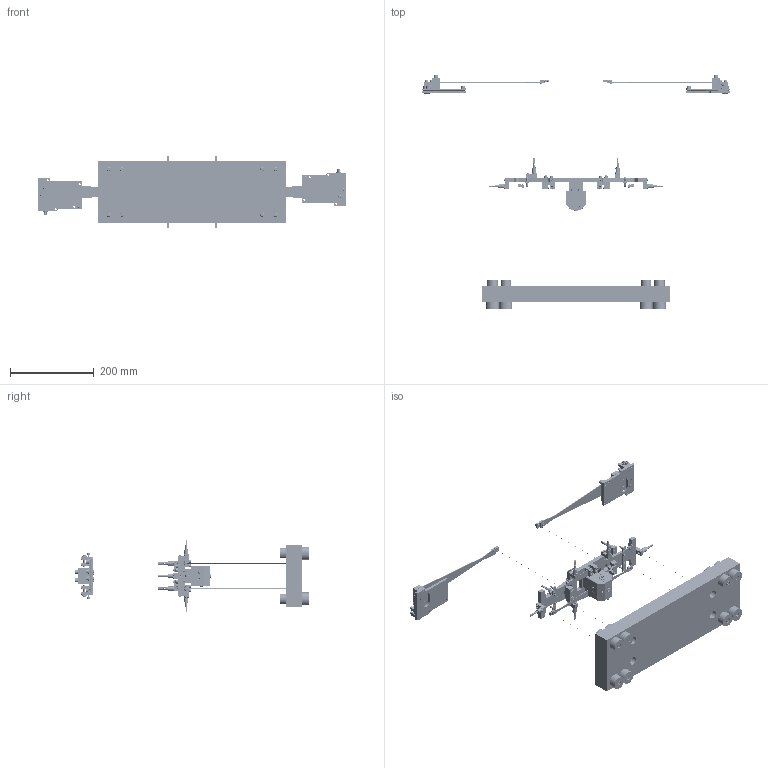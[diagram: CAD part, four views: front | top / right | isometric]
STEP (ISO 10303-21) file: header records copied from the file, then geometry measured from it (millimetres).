
FILE_DESCRIPTION (( 'STEP AP203' ), '1' );
FILE_NAME ('D1201212-v1.STEP', '2012-09-25T16:34:06', ( 'Dwayne Giardina' ), ( 'Microsoft' ), 'SwSTEP 2.0', 'SolidWorks 2012', '' );
FILE_SCHEMA (( 'CONFIG_CONTROL_DESIGN' ));
Length unit declared in the file: inch
Products named in the file (71): D030449_RotationalAdjuster_PushPlate; Ag-SST_Socketheadcapscrew_SHCS #8-32  X 0.75; D030450_RotationalAdjuster_PullPlate; Ag-SST_Socketheadcapscrew_SHCS 0.25-20  X 1.25; NAS 620 FLAT WASHERS_________ FLAT WASHERS NAS 620-C416L (1-4)  (OR EQUIV.); D020116_upperbladeclamp_upperside; D080018_AdLIGO_OMC_UpperBlade; D030459_RA upperbladeclamp_lowerside 0.0 degree; D020680_upperbladeclamp_lowerside_shim2 mm; SST_Socketheadcapscrew_SHCS 0.25-20  X 0.5; SST_Socketheadcapscrew_SHCS 0.25-20  X 0.375; D1100785 ALIGO, SUS NITRONIC FLAT WASHER_D1100785-472; D030447_RotationalAdjuster_RotatingPlate; D030448_RotationalAdjuster_BasePlate; D1201212-v1; D070035_ADVANCED LIGO SUS OMC METAL OMC BENCH ASSEMBLY; D020350_100g_mass; SST_Socketheadcapscrew_SHCS 0.25-20  X 0.75; D020351_50g_mass; D070027_AdLIGO_SUS_OMC_SUS-METAL-DUMMY-OPTICAL-BENCH_counterboars no mass; D070068_INTERFACE BETWEEN GLASS AND WIRE CLAMP; D060537_Lower_Wire_Assembly_OMC_Outside mounting; Ag-SST_Socketheadcapscrew_SHCS #2-56  X 0.1875; D070213_ALIGO SUS OMC WIRE CLAMP FOR OPTICAL BENCH_with counterbore; D070070_ALIGO SUS OMC WIRE CLAMP FOR OPTICAL BENCH; D060538_Lower_Wire_OMC; NAS 620 FLAT WASHERS_________ FLAT WASHERS NAS 620-C2  (OR EQUIV.); D020133_lowerbladewireclampplate; D020132_lowerbladewireclamp; Ag-SST_Socketheadcapscrew_SHCS #2-56  X 0.25; D060502_Upper_Mass_Assembly_OMC_In Suspension; D1001695_Advanced_LIGO_SUS_Magnet_and_Flag_Assembly,_BOSEM; D1100573; D1100574; 92210A103_92210A103; Magnet,_MMG_MagDev_DCNI_01888N; D1001534-v1_aLIGO_SUS_Magnetic Plug, SUS; D1001697_Advanced_LIGO_SUS_HLTS_Magnet_Retainer,_BOSEM; Ag-SST_Vented_Socketheadcapscrew_SHCS-V-Ag #4-40  X 0.5; D070020_Magnet_Holder_OMC ...
Assembly tree (255 placements, depth 4):
  D1201212-v1
    D030451_Assembly_Rotational Adjuster_OMC - Assembled Suspension  x2
      D030448_RotationalAdjuster_BasePlate
      D030447_RotationalAdjuster_RotatingPlate
      D1100785 ALIGO, SUS NITRONIC FLAT WASHER_D1100785-472
      SST_Socketheadcapscrew_SHCS 0.25-20  X 0.375
      SST_Socketheadcapscrew_SHCS 0.25-20  X 0.5
      D020680_upperbladeclamp_lowerside_shim2 mm
      D030459_RA upperbladeclamp_lowerside 0.0 degree
      D080018_AdLIGO_OMC_UpperBlade
      D020116_upperbladeclamp_upperside
      NAS 620 FLAT WASHERS_________ FLAT WASHERS NAS 620-C416L (1-4)  (OR EQUIV.)
      Ag-SST_Socketheadcapscrew_SHCS 0.25-20  X 1.25
      D030450_RotationalAdjuster_PullPlate
      Ag-SST_Socketheadcapscrew_SHCS #8-32  X 0.75
      D030449_RotationalAdjuster_PushPlate
      SST_Socketheadcapscrew_SHCS #8-32  X 1
      Ag-SST_Socketheadcapscrew_SHCS #8-32  X 1
    Ag-SST_Socketheadcapscrew_SHCS #4-40  X 0.25  x4
    D060536_Upper_Wire_Assembly_OMC_Outside mounting  x2
      D070022_OMC_TOPBLADEWIRECLAMP
      D030042_upperbladewireclampplate_thick
      NAS 620 FLAT WASHERS_________ FLAT WASHERS NAS 620-C4L  (OR EQUIV.)
      Ag-SST_Socketheadcapscrew_SHCS #4-40  X 0.3125
      D060539_Upper_Wire_OMC
      D070030_Upper_Mass_Clamp_Block_OMC
      D020309_uppermasswireclampplate_withgroove
      D020139_uppermasswireclampplate
      Ag-SST_Socketheadcapscrew_SHCS #4-40  X 0.5
    Ag-SST_Socketheadcapscrew_SHCS #8-32  X 0.75  x4
    D1100785 ALIGO, SUS NITRONIC FLAT WASHER_D1100785-359  x4
    D060502_Upper_Mass_Assembly_OMC_In Suspension
      D060491_Upper_Mass_Main_Section_OMC
      D070045_Lower_Blade_Cover  x2
      NAS 620 FLAT WASHERS_________ FLAT WASHERS NAS 620-C4L  (OR EQUIV.)  x22
      Ag-SST_Socketheadcapscrew_SHCS #4-40  X 0.5  x20
      SST_HexNut_HN No. 4  x4
      Ag-SST_Socketheadcapscrew_SHCS #4-40  X 0.75  x4
      D020119_lowerbladeclamp_upperside  x4
      D080019_AdLIGO_OMC_LowerBlade  x4
      D020308_lowerbladeclamp_lowerside  x4
      NAS 620 FLAT WASHERS_________ FLAT WASHERS NAS 620-C8L  (OR EQUIV.)  x16
      Ag-SST_Socketheadcapscrew_SHCS #8-32  X 1  x8
      D020482_UPPERMASS_SCREW_DRIVE_SYSTEM  x4
      SST_Socketheadcapscrew_SHCS #8-32  X 0.75  x8
      SST_Socketheadcapscrew_SHCS #4-40  X 0.625  x4
      D070032_Upper_Mass_T-Section_OMC
      Ag-SST_Socketheadcapscrew_SHCS 0.25-20  X 0.5  x2
      D060503_Pitch_Insert_T-Section_Upper_Mass_OMC
      SST_setscrew_0.5-20 Set Screw X 2 LONG
      Ag-SST_setscrew_#8-32 AgSST Set Screw X 0.375 LONG  x2
      D070020_Magnet_Holder_OMC  x9
      Ag-SST_Vented_Socketheadcapscrew_SHCS-V-Ag #4-40  X 0.5  x2
      D1001695_Advanced_LIGO_SUS_Magnet_and_Flag_Assembly,_BOSEM  x9
        D1001697_Advanced_LIGO_SUS_HLTS_Magnet_Retainer,_BOSEM
        D1001534-v1_aLIGO_SUS_Magnetic Plug, SUS
        Magnet,_MMG_MagDev_DCNI_01888N
        92210A103_92210A103
        D1100574
        D1100573
Bounding box: 735.76 x 559.41 x 173.77 mm (x, y, z)
Volume: 3009838.9 mm3; surface area: 589877.9 mm2
Topology: 356 solids, 356 shells, 5693 faces, 12898 edges, 8232 vertices
Faces by surface type: plane 2603, cylinder 2052, cone 1006, torus 32
Entity records: 59681 total; most frequent: CARTESIAN_POINT 9864, DIRECTION 8231, ORIENTED_EDGE 7230, EDGE_CURVE 3615, AXIS2_PLACEMENT_3D 3122, VERTEX_POINT 2327, LINE 1987, VECTOR 1987
